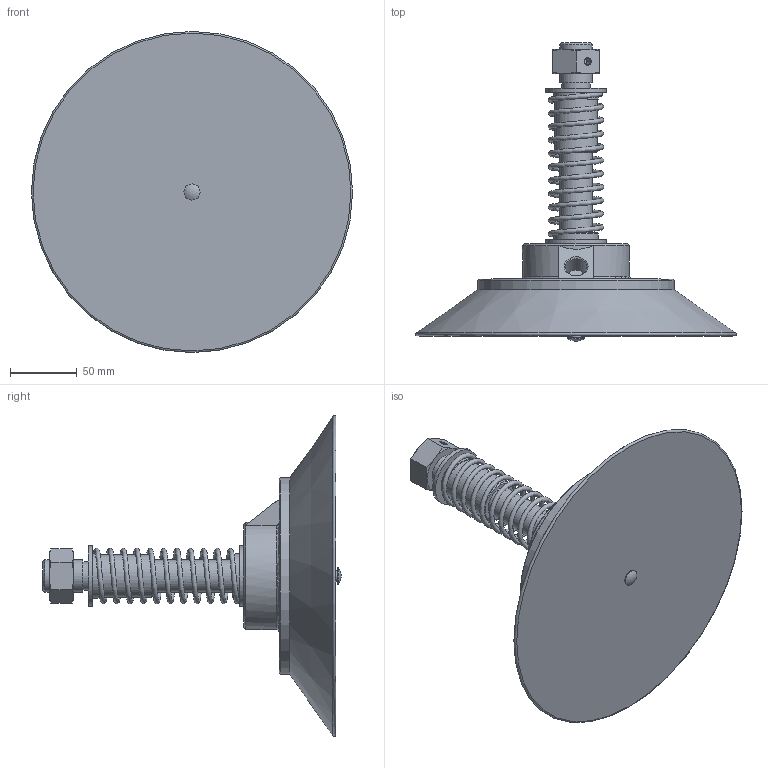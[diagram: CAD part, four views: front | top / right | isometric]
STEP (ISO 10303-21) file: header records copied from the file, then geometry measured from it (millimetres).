
FILE_DESCRIPTION(/* description */ (''),/* implementation_level */ '2;1');
FILE_NAME(/* name */ 'vdlvm60240nit.stp',/* time_stamp */ '2020-11-23T13:05:51+01:00',/* author */ ('enginyeria'),/* organization */ (''),/* preprocessor_version */ 'ST-DEVELOPER v17.2',/* originating_system */ 'Autodesk Inventor 2019',/* authorisation */ '');
FILE_SCHEMA (('CONFIG_CONTROL_DESIGN'));
Length unit declared in the file: millimetre
Products named in the file (1): vdlvm60240cn
Bounding box: 240 x 222.93 x 240 mm (x, y, z)
Volume: 1449303.7 mm3; surface area: 139946 mm2
Topology: 1 solids, 1 shells, 71 faces, 164 edges, 113 vertices
Faces by surface type: plane 29, cone 21, cylinder 17, torus 2, sphere 1, bspline 1
Full cylindrical faces by diameter (mm): 4.917 x1, 8 x1, 12 x1, 16 x1, 21 x1, 24 x4, 32 x1, 33 x2, 45 x2, 80 x1, 121 x1, 147 x1
Entity records: 7712 total; most frequent: CARTESIAN_POINT 5937, DIRECTION 366, ORIENTED_EDGE 328, EDGE_CURVE 164, AXIS2_PLACEMENT_3D 163, VERTEX_POINT 113, CIRCLE 91, EDGE_LOOP 89
